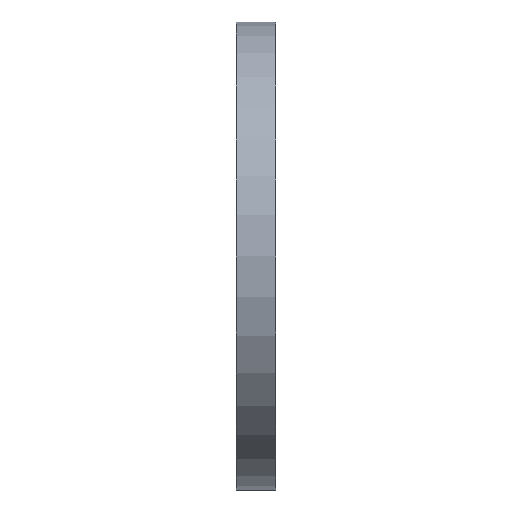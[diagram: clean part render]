
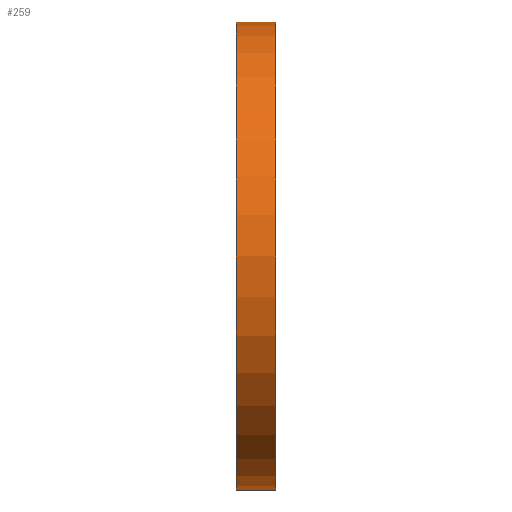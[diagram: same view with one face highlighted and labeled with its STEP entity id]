
A CAD part, left-side view. The second image highlights one B-rep face of the part: STEP entity #259.
In plain terms, the highlighted cylindrical face has radius 180 mm (diameter 360 mm), a partial arc.
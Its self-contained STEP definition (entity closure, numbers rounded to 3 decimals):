
#58 = EDGE_CURVE ( 'NONE', #2624, #683, #530, .T. ) ;
#61 = CIRCLE ( 'NONE', #148, 180. ) ;
#69 = CARTESIAN_POINT ( 'NONE',  ( 0., 0., 180. ) ) ;
#148 = AXIS2_PLACEMENT_3D ( 'NONE', #212, #1040, #797 ) ;
#212 = CARTESIAN_POINT ( 'NONE',  ( 0., 30., 0. ) ) ;
#247 = EDGE_CURVE ( 'NONE', #2374, #683, #868, .T. ) ;
#257 = AXIS2_PLACEMENT_3D ( 'NONE', #1156, #2007, #1762 ) ;
#259 = ADVANCED_FACE ( 'NONE', ( #673 ), #270, .T. ) ;
#270 = CYLINDRICAL_SURFACE ( 'NONE', #2654, 180. ) ;
#338 = ORIENTED_EDGE ( 'NONE', *, *, #1745, .F. ) ;
#522 = EDGE_LOOP ( 'NONE', ( #338, #2228, #922, #2713 ) ) ;
#530 = CIRCLE ( 'NONE', #257, 180. ) ;
#673 = FACE_OUTER_BOUND ( 'NONE', #522, .T. ) ;
#683 = VERTEX_POINT ( 'NONE', #1030 ) ;
#711 = DIRECTION ( 'NONE',  ( 0., -1., 0. ) ) ;
#797 = DIRECTION ( 'NONE',  ( 0., 0., -1. ) ) ;
#831 = VECTOR ( 'NONE', #895, 1000. ) ;
#868 = LINE ( 'NONE', #2557, #831 ) ;
#895 = DIRECTION ( 'NONE',  ( 0., -1., 0. ) ) ;
#922 = ORIENTED_EDGE ( 'NONE', *, *, #247, .T. ) ;
#1030 = CARTESIAN_POINT ( 'NONE',  ( 0., 0., -180. ) ) ;
#1040 = DIRECTION ( 'NONE',  ( 0., -1., 0. ) ) ;
#1095 = CARTESIAN_POINT ( 'NONE',  ( 0., 0., 0. ) ) ;
#1125 = CARTESIAN_POINT ( 'NONE',  ( 0., 30., 180. ) ) ;
#1156 = CARTESIAN_POINT ( 'NONE',  ( 0., 0., 0. ) ) ;
#1506 = VECTOR ( 'NONE', #711, 1000. ) ;
#1732 = DIRECTION ( 'NONE',  ( 0., -1., 0. ) ) ;
#1745 = EDGE_CURVE ( 'NONE', #2403, #2624, #2223, .T. ) ;
#1748 = CARTESIAN_POINT ( 'NONE',  ( 0., 0., 180. ) ) ;
#1762 = DIRECTION ( 'NONE',  ( 0., 0., -1. ) ) ;
#2007 = DIRECTION ( 'NONE',  ( 0., -1., 0. ) ) ;
#2045 = DIRECTION ( 'NONE',  ( 0., 0., -1. ) ) ;
#2208 = EDGE_CURVE ( 'NONE', #2403, #2374, #61, .T. ) ;
#2223 = LINE ( 'NONE', #1748, #1506 ) ;
#2228 = ORIENTED_EDGE ( 'NONE', *, *, #2208, .T. ) ;
#2374 = VERTEX_POINT ( 'NONE', #2657 ) ;
#2403 = VERTEX_POINT ( 'NONE', #1125 ) ;
#2557 = CARTESIAN_POINT ( 'NONE',  ( 0., 0., -180. ) ) ;
#2624 = VERTEX_POINT ( 'NONE', #69 ) ;
#2654 = AXIS2_PLACEMENT_3D ( 'NONE', #1095, #1732, #2045 ) ;
#2657 = CARTESIAN_POINT ( 'NONE',  ( 0., 30., -180. ) ) ;
#2713 = ORIENTED_EDGE ( 'NONE', *, *, #58, .F. ) ;
